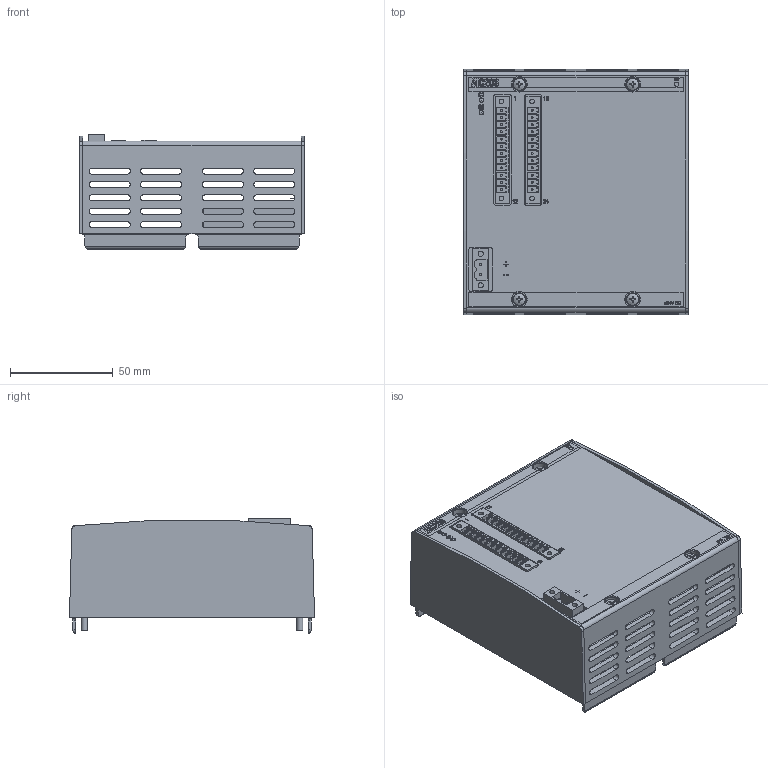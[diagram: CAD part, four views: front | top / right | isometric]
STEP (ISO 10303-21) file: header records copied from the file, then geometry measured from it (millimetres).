
FILE_DESCRIPTION(/* description */ (''),/* implementation_level */ '2;1');
FILE_NAME(/* name */ 'AIC206.stp',/* time_stamp */ '2021-03-09T12:00:44+01:00',/* author */ ('lule'),/* organization */ (''),/* preprocessor_version */ 'ST-DEVELOPER v18.1',/* originating_system */ 'Autodesk Inventor 2021',/* authorisation */ '');
FILE_SCHEMA (('AUTOMOTIVE_DESIGN { 1 0 10303 214 3 1 1 }'));
Length unit declared in the file: millimetre
Products named in the file (9): Baugruppe1; AIC206_reduziert; M0018150000; M0016956000; M0016934000; M0016950000; M0017128000; M0017257000; M0016949000
Assembly tree (14 placements, depth 3):
  Baugruppe1
    AIC206_reduziert
      M0018150000
      M0016956000  x2
      M0016934000  x2
      M0016950000
      M0017128000
      M0017257000  x2
      M0016949000  x4
Bounding box: 109 x 119 x 55.7 mm (x, y, z)
Volume: 111709.6 mm3; surface area: 133046.3 mm2
Topology: 15 solids, 15 shells, 1540 faces, 4301 edges, 2869 vertices
Faces by surface type: plane 973, cylinder 328, bspline 216, cone 15, sphere 8
Full cylindrical faces by diameter (mm): 1 x26, 2.1 x3, 2.2 x2, 2.3 x4, 2.5 x2, 3 x4, 3.06 x6, 3.5 x6, 6.6 x4, 7.6 x4
Entity records: 44527 total; most frequent: CARTESIAN_POINT 11296, ORIENTED_EDGE 7208, DIRECTION 5688, EDGE_CURVE 3604, VERTEX_POINT 2411, LINE 2314, VECTOR 2314, AXIS2_PLACEMENT_3D 1687
